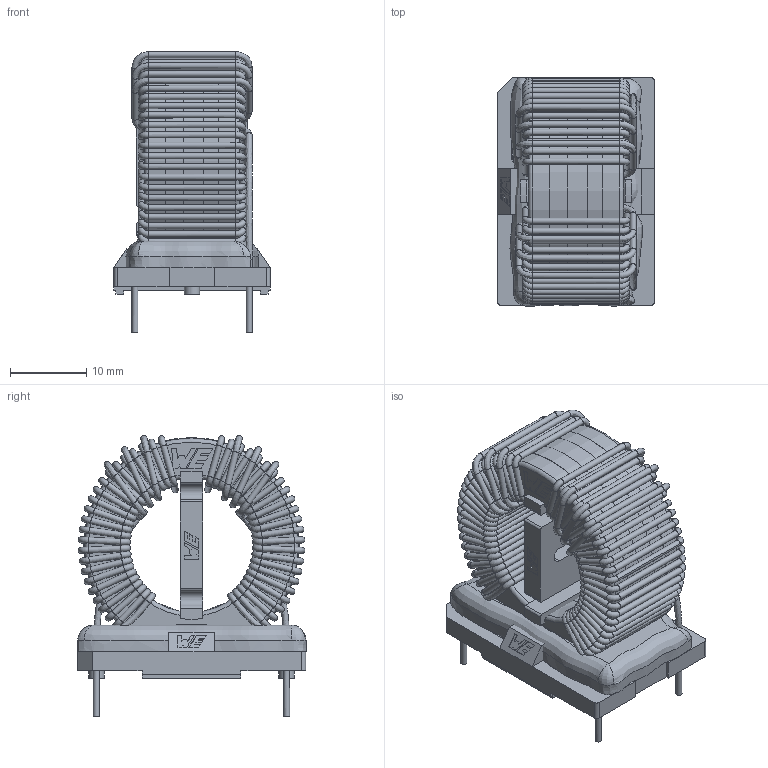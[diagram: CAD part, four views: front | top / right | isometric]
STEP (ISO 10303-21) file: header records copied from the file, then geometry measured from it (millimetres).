
FILE_DESCRIPTION(('STEP AP214'),'1');
FILE_NAME('L_Wurth_WE-CMBNC-TypeXL_7448050530.step','2025-04-07T03:41:55',(' '),('ANSOFT Corporation'),'Spatial InterOp 3D',' ',' ');
FILE_SCHEMA(('AUTOMOTIVE_DESIGN { 1 0 10303 214 1 1 1 1 }'));
Length unit declared in the file: millimetre
Products named in the file (1): Glue
Bounding box: 20.6 x 30.14 x 36.9 mm (x, y, z)
Volume: 8715.1 mm3; surface area: 17766.2 mm2
Topology: 9 solids, 9 shells, 868 faces, 2140 edges, 1308 vertices
Faces by surface type: plane 337, cylinder 273, torus 165, bspline 82, cone 10, extrusion 1
Full cylindrical faces by diameter (mm): 0.8 x213, 1 x4, 1.7 x8, 2 x6, 17.6 x1, 19.4 x2, 20 x1, 25 x1, 25.6 x2, 28.2 x1, 28.23 x1, 28.31 x1
Entity records: 54010 total; most frequent: CARTESIAN_POINT 24335, DIRECTION 3459, ORIENTED_EDGE 3090, STYLED_ITEM 1903, PRESENTATION_STYLE_ASSIGNMENT 1903, COLOUR_RGB 1903, EDGE_CURVE 1545, EDGE_LOOP 1408
